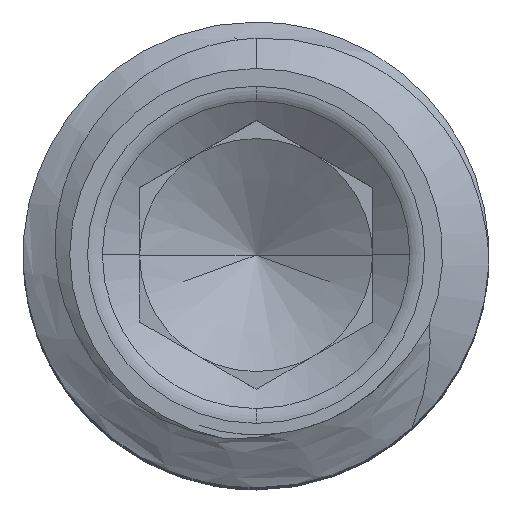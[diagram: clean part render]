
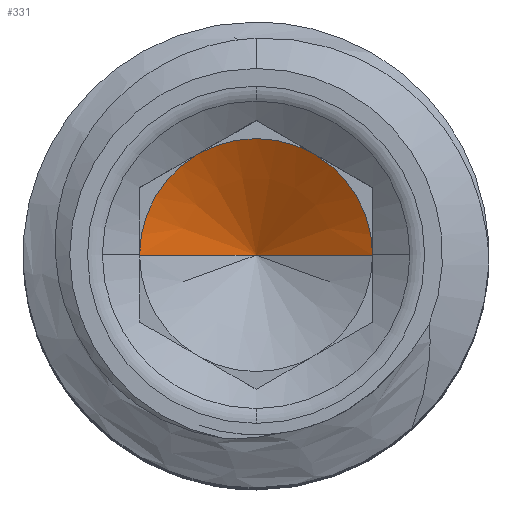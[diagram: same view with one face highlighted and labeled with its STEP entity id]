
A CAD part, top view. The second image highlights one B-rep face of the part: STEP entity #331.
In plain terms, the highlighted conical face has half-angle 60 degrees and reference radius 1 mm.
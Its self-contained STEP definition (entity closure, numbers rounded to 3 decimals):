
#129 = ORIENTED_EDGE ( 'NONE', *, *, #3900, .T. ) ;
#159 = VERTEX_POINT ( 'NONE', #818 ) ;
#162 = VERTEX_POINT ( 'NONE', #817 ) ;
#246 = ORIENTED_EDGE ( 'NONE', *, *, #3881, .T. ) ;
#247 = ORIENTED_EDGE ( 'NONE', *, *, #394, .T. ) ;
#283 = ORIENTED_EDGE ( 'NONE', *, *, #358, .F. ) ;
#284 = ORIENTED_EDGE ( 'NONE', *, *, #3965, .T. ) ;
#290 = VERTEX_POINT ( 'NONE', #787 ) ;
#331 = ADVANCED_FACE ( 'NONE', ( #615 ), #619, .F. ) ;
#358 = EDGE_CURVE ( 'NONE', #162, #1897, #659, .T. ) ;
#394 = EDGE_CURVE ( 'NONE', #162, #290, #2001, .T. ) ;
#615 = FACE_OUTER_BOUND ( 'NONE', #1976, .T. ) ;
#619 = CONICAL_SURFACE ( 'NONE', #3997, 1., 1.047 ) ;
#659 = LINE ( 'NONE', #1229, #661 ) ;
#661 = VECTOR ( 'NONE', #1228, 1000. ) ;
#787 = CARTESIAN_POINT ( 'NONE',  ( 1., 0., 4.421 ) ) ;
#817 = CARTESIAN_POINT ( 'NONE',  ( 0., 0., 3.843 ) ) ;
#818 = CARTESIAN_POINT ( 'NONE',  ( 0.5, 0.866, 4.421 ) ) ;
#1228 = DIRECTION ( 'NONE',  ( -0.866, 0., 0.5 ) ) ;
#1229 = CARTESIAN_POINT ( 'NONE',  ( -1., 0., 4.421 ) ) ;
#1470 = DIRECTION ( 'NONE',  ( 1., 0., 0. ) ) ;
#1471 = DIRECTION ( 'NONE',  ( 0., 0., 1. ) ) ;
#1472 = CARTESIAN_POINT ( 'NONE',  ( 0., 0., 4.421 ) ) ;
#1555 = DIRECTION ( 'NONE',  ( 1., 0., 0. ) ) ;
#1556 = DIRECTION ( 'NONE',  ( 0., 0., 1. ) ) ;
#1557 = CARTESIAN_POINT ( 'NONE',  ( 0., 0., 4.421 ) ) ;
#1634 = CARTESIAN_POINT ( 'NONE',  ( -0.5, 0.866, 4.421 ) ) ;
#1667 = DIRECTION ( 'NONE',  ( 1., 0., 0. ) ) ;
#1669 = CARTESIAN_POINT ( 'NONE',  ( -1., 0., 4.421 ) ) ;
#1688 = DIRECTION ( 'NONE',  ( 0.866, 0., 0.5 ) ) ;
#1690 = CARTESIAN_POINT ( 'NONE',  ( 1., 0., 4.421 ) ) ;
#1721 = DIRECTION ( 'NONE',  ( 0., 0., 1. ) ) ;
#1858 = CARTESIAN_POINT ( 'NONE',  ( 0., 0., 4.421 ) ) ;
#1897 = VERTEX_POINT ( 'NONE', #1669 ) ;
#1955 = VERTEX_POINT ( 'NONE', #1634 ) ;
#1976 = EDGE_LOOP ( 'NONE', ( #283, #247, #246, #129, #284 ) ) ;
#2001 = LINE ( 'NONE', #1690, #2003 ) ;
#2003 = VECTOR ( 'NONE', #1688, 1000. ) ;
#2013 = CIRCLE ( 'NONE', #3846, 1. ) ;
#2032 = CIRCLE ( 'NONE', #3847, 1. ) ;
#2078 = CIRCLE ( 'NONE', #3853, 1. ) ;
#2444 = DIRECTION ( 'NONE',  ( 1., 0., 0. ) ) ;
#2445 = DIRECTION ( 'NONE',  ( 0., 0., 1. ) ) ;
#2446 = CARTESIAN_POINT ( 'NONE',  ( 0., 0., 4.421 ) ) ;
#3846 = AXIS2_PLACEMENT_3D ( 'NONE', #1557, #1556, #1555 ) ;
#3847 = AXIS2_PLACEMENT_3D ( 'NONE', #1472, #1471, #1470 ) ;
#3853 = AXIS2_PLACEMENT_3D ( 'NONE', #2446, #2445, #2444 ) ;
#3881 = EDGE_CURVE ( 'NONE', #290, #159, #2013, .T. ) ;
#3900 = EDGE_CURVE ( 'NONE', #159, #1955, #2032, .T. ) ;
#3965 = EDGE_CURVE ( 'NONE', #1955, #1897, #2078, .T. ) ;
#3997 = AXIS2_PLACEMENT_3D ( 'NONE', #1858, #1721, #1667 ) ;
